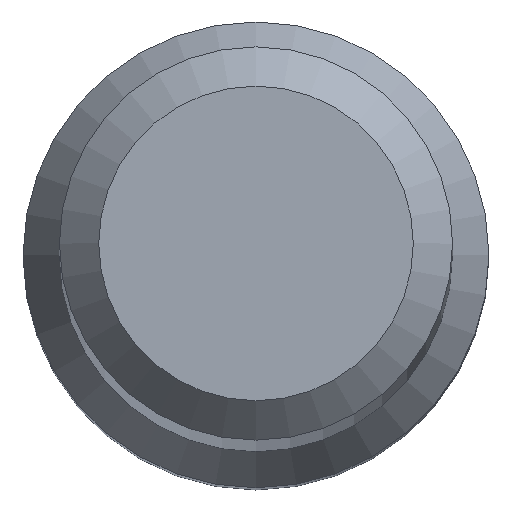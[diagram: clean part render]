
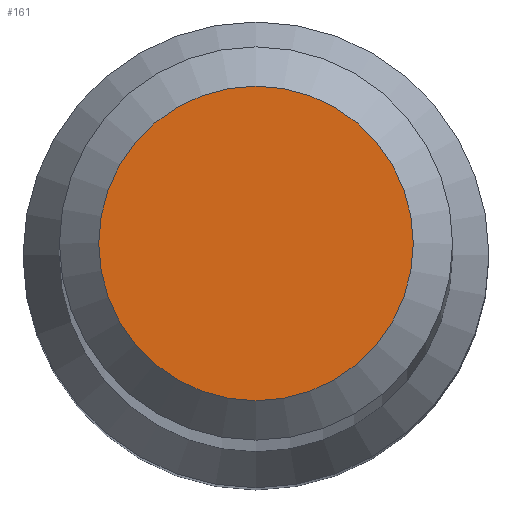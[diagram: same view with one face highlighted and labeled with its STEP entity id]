
A CAD part, top view. The second image highlights one B-rep face of the part: STEP entity #161.
In plain terms, the highlighted planar face has unit normal (0, 0, 1).
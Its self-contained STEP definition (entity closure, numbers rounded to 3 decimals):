
#33 = DIRECTION ( 'NONE',  ( 0., 0., 1. ) ) ;
#36 = DIRECTION ( 'NONE',  ( 0., 0., -1. ) ) ;
#41 = ORIENTED_EDGE ( 'NONE', *, *, #177, .F. ) ;
#86 = AXIS2_PLACEMENT_3D ( 'NONE', #169, #36, #111 ) ;
#96 = CARTESIAN_POINT ( 'NONE',  ( 0., 0., 80. ) ) ;
#102 = VERTEX_POINT ( 'NONE', #128 ) ;
#111 = DIRECTION ( 'NONE',  ( 0., 1., 0. ) ) ;
#128 = CARTESIAN_POINT ( 'NONE',  ( 0., 1.6, 80. ) ) ;
#145 = PLANE ( 'NONE',  #188 ) ;
#161 = ADVANCED_FACE ( 'NONE', ( #217 ), #145, .T. ) ;
#165 = EDGE_LOOP ( 'NONE', ( #41 ) ) ;
#169 = CARTESIAN_POINT ( 'NONE',  ( 0., 0., 80. ) ) ;
#177 = EDGE_CURVE ( 'NONE', #102, #102, #201, .T. ) ;
#188 = AXIS2_PLACEMENT_3D ( 'NONE', #96, #33, #242 ) ;
#201 = CIRCLE ( 'NONE', #86, 1.6 ) ;
#217 = FACE_OUTER_BOUND ( 'NONE', #165, .T. ) ;
#242 = DIRECTION ( 'NONE',  ( 0., -1., 0. ) ) ;
